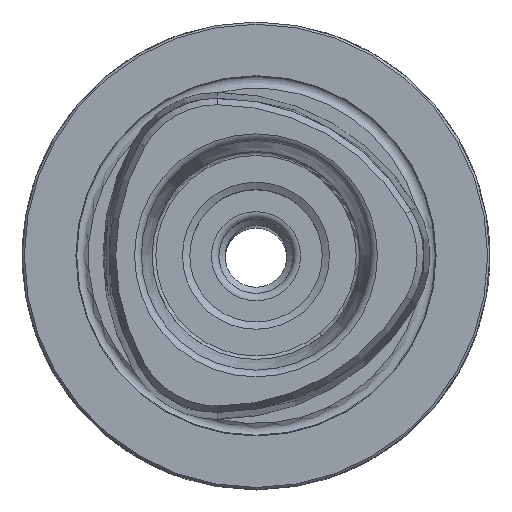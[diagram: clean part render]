
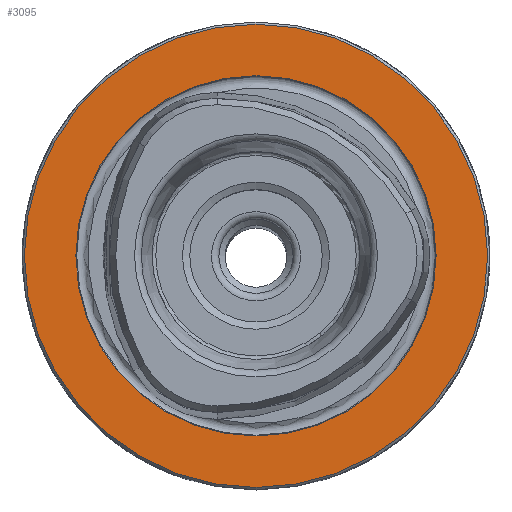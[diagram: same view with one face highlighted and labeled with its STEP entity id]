
A CAD part, top view. The second image highlights one B-rep face of the part: STEP entity #3095.
In plain terms, the highlighted planar face has unit normal (0, 0, 1).
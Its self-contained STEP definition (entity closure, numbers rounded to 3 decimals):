
#462=ORIENTED_EDGE('',*,*,#934,.F.);
#463=ORIENTED_EDGE('',*,*,#859,.T.);
#859=EDGE_CURVE('',#1114,#1114,#1303,.T.);
#934=EDGE_CURVE('',#1168,#1168,#1321,.T.);
#1114=VERTEX_POINT('',#4235);
#1168=VERTEX_POINT('',#4486);
#1303=CIRCLE('',#3245,31.2);
#1321=CIRCLE('',#3302,24.264);
#1480=EDGE_LOOP('',(#462));
#1481=EDGE_LOOP('',(#463));
#1734=FACE_BOUND('',#1480,.T.);
#1735=FACE_BOUND('',#1481,.T.);
#1935=PLANE('',#3301);
#3095=ADVANCED_FACE('',(#1734,#1735),#1935,.T.);
#3245=AXIS2_PLACEMENT_3D('',#4234,#3574,#3575);
#3301=AXIS2_PLACEMENT_3D('',#4484,#3716,#3717);
#3302=AXIS2_PLACEMENT_3D('',#4485,#3718,#3719);
#3574=DIRECTION('',(0.,0.,1.));
#3575=DIRECTION('',(1.,0.,0.));
#3716=DIRECTION('',(0.,0.,1.));
#3717=DIRECTION('',(1.,0.,0.));
#3718=DIRECTION('',(0.,0.,1.));
#3719=DIRECTION('',(1.,0.,0.));
#4234=CARTESIAN_POINT('',(0.,0.,0.));
#4235=CARTESIAN_POINT('',(31.2,0.,0.));
#4484=CARTESIAN_POINT('',(24.2,0.,0.));
#4485=CARTESIAN_POINT('',(0.,0.,0.));
#4486=CARTESIAN_POINT('',(24.264,0.,0.));
